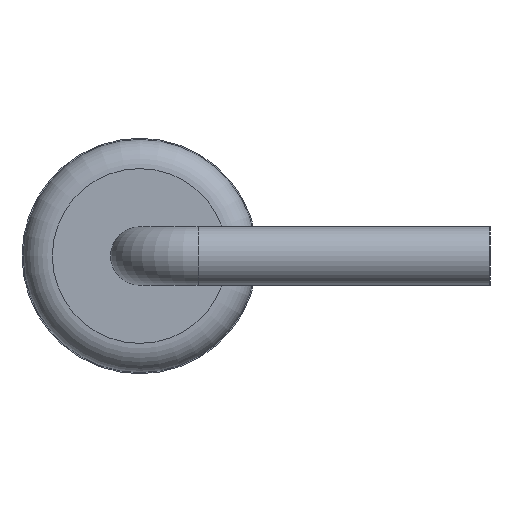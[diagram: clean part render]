
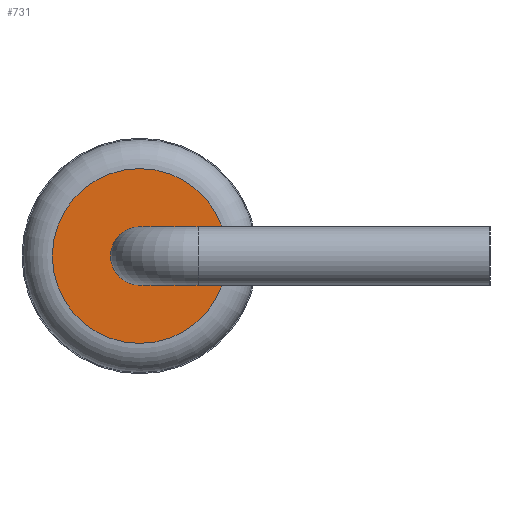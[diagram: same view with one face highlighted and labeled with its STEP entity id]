
A CAD part, left-side view. The second image highlights one B-rep face of the part: STEP entity #731.
In plain terms, the highlighted planar face has unit normal (-1, 0, 0).
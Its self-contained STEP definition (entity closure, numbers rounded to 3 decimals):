
#568 = TOROIDAL_SURFACE('',#569,0.75,0.25);
#569 = AXIS2_PLACEMENT_3D('',#570,#571,#572);
#570 = CARTESIAN_POINT('',(-1.655,1.,0.));
#571 = DIRECTION('',(-1.,0.,0.));
#572 = DIRECTION('',(0.,0.,-1.));
#605 = EDGE_CURVE('',#606,#606,#608,.T.);
#606 = VERTEX_POINT('',#607);
#607 = CARTESIAN_POINT('',(-1.905,1.,-0.75));
#608 = SURFACE_CURVE('',#609,(#614,#643),.PCURVE_S1.);
#609 = CIRCLE('',#610,0.75);
#610 = AXIS2_PLACEMENT_3D('',#611,#612,#613);
#611 = CARTESIAN_POINT('',(-1.905,1.,0.));
#612 = DIRECTION('',(1.,0.,0.));
#613 = DIRECTION('',(0.,0.,-1.));
#614 = PCURVE('',#568,#615);
#615 = DEFINITIONAL_REPRESENTATION('',(#616),#642);
#616 = B_SPLINE_CURVE_WITH_KNOTS('',3,(#617,#618,#619,#620,#621,#622,
    #623,#624,#625,#626,#627,#628,#629,#630,#631,#632,#633,#634,#635,
    #636,#637,#638,#639,#640,#641),.UNSPECIFIED.,.F.,.F.,(4,1,1,1,1,1,1,
    1,1,1,1,1,1,1,1,1,1,1,1,1,1,1,4),(0.,0.286,
    0.571,0.857,1.142,1.428,
    1.714,1.999,2.285,2.57,
    2.856,3.142,3.427,3.713,
    3.998,4.284,4.57,4.855,
    5.141,5.426,5.712,5.998,
    6.283),.QUASI_UNIFORM_KNOTS.);
#617 = CARTESIAN_POINT('',(6.283,1.571));
#618 = CARTESIAN_POINT('',(6.188,1.571));
#619 = CARTESIAN_POINT('',(5.998,1.571));
#620 = CARTESIAN_POINT('',(5.712,1.571));
#621 = CARTESIAN_POINT('',(5.426,1.571));
#622 = CARTESIAN_POINT('',(5.141,1.571));
#623 = CARTESIAN_POINT('',(4.855,1.571));
#624 = CARTESIAN_POINT('',(4.57,1.571));
#625 = CARTESIAN_POINT('',(4.284,1.571));
#626 = CARTESIAN_POINT('',(3.998,1.571));
#627 = CARTESIAN_POINT('',(3.713,1.571));
#628 = CARTESIAN_POINT('',(3.427,1.571));
#629 = CARTESIAN_POINT('',(3.142,1.571));
#630 = CARTESIAN_POINT('',(2.856,1.571));
#631 = CARTESIAN_POINT('',(2.57,1.571));
#632 = CARTESIAN_POINT('',(2.285,1.571));
#633 = CARTESIAN_POINT('',(1.999,1.571));
#634 = CARTESIAN_POINT('',(1.714,1.571));
#635 = CARTESIAN_POINT('',(1.428,1.571));
#636 = CARTESIAN_POINT('',(1.142,1.571));
#637 = CARTESIAN_POINT('',(0.857,1.571));
#638 = CARTESIAN_POINT('',(0.571,1.571));
#639 = CARTESIAN_POINT('',(0.286,1.571));
#640 = CARTESIAN_POINT('',(0.095,1.571));
#641 = CARTESIAN_POINT('',(0.,1.571));
#642 = ( GEOMETRIC_REPRESENTATION_CONTEXT(2) 
PARAMETRIC_REPRESENTATION_CONTEXT() REPRESENTATION_CONTEXT('2D SPACE',''
  ) );
#643 = PCURVE('',#644,#649);
#644 = PLANE('',#645);
#645 = AXIS2_PLACEMENT_3D('',#646,#647,#648);
#646 = CARTESIAN_POINT('',(-1.905,1.,0.));
#647 = DIRECTION('',(1.,0.,0.));
#648 = DIRECTION('',(0.,0.,-1.));
#649 = DEFINITIONAL_REPRESENTATION('',(#650),#654);
#650 = CIRCLE('',#651,0.75);
#651 = AXIS2_PLACEMENT_2D('',#652,#653);
#652 = CARTESIAN_POINT('',(0.,0.));
#653 = DIRECTION('',(1.,0.));
#654 = ( GEOMETRIC_REPRESENTATION_CONTEXT(2) 
PARAMETRIC_REPRESENTATION_CONTEXT() REPRESENTATION_CONTEXT('2D SPACE',''
  ) );
#731 = ADVANCED_FACE('',(#732),#644,.F.);
#732 = FACE_BOUND('',#733,.F.);
#733 = EDGE_LOOP('',(#734));
#734 = ORIENTED_EDGE('',*,*,#605,.T.);
